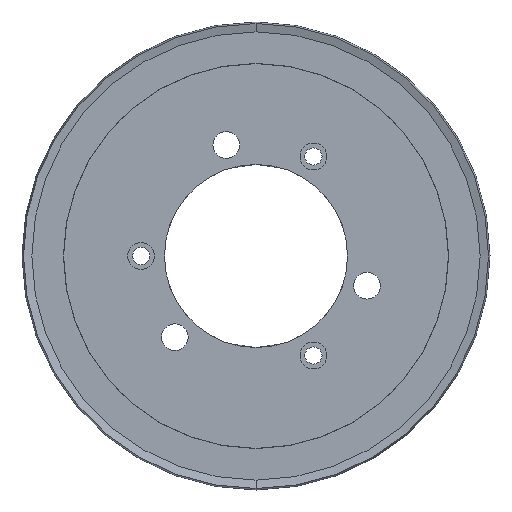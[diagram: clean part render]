
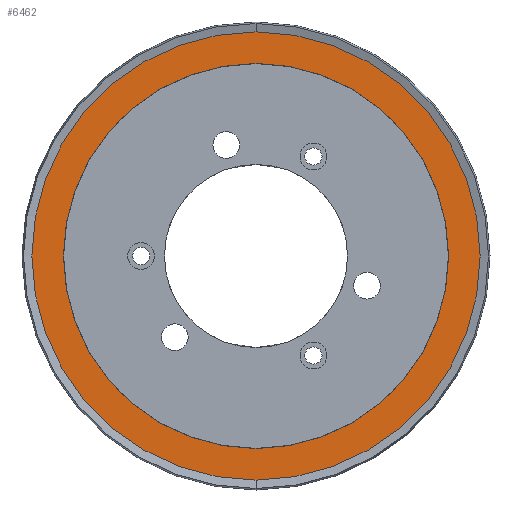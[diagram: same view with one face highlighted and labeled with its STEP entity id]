
A CAD part, left-side view. The second image highlights one B-rep face of the part: STEP entity #6462.
In plain terms, the highlighted planar face has unit normal (-1, 0, 0).
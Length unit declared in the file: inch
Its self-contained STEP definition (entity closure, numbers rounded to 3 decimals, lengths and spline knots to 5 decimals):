
#712 = DIRECTION ( 'NONE',  ( 0., 0., -1. ) ) ;
#891 = AXIS2_PLACEMENT_3D ( 'NONE', #14297, #10808, #7266 ) ;
#1152 = CARTESIAN_POINT ( 'NONE',  ( 1.42696, 2.36721, 4.20685 ) ) ;
#1254 = CARTESIAN_POINT ( 'NONE',  ( 1.42696, 2.36721, 1.58552 ) ) ;
#1263 = DIRECTION ( 'NONE',  ( -1., 0., 0. ) ) ;
#2513 = ORIENTED_EDGE ( 'NONE', *, *, #11105, .F. ) ;
#3272 = CIRCLE ( 'NONE', #891, 2.62133 ) ;
#3393 = VERTEX_POINT ( 'NONE', #13126 ) ;
#3552 = AXIS2_PLACEMENT_3D ( 'NONE', #5929, #6098, #11806 ) ;
#4501 = FACE_BOUND ( 'NONE', #4557, .T. ) ;
#4557 = EDGE_LOOP ( 'NONE', ( #9291, #14262 ) ) ;
#4718 = CARTESIAN_POINT ( 'NONE',  ( 1.42696, 0., 4.20685 ) ) ;
#5404 = CARTESIAN_POINT ( 'NONE',  ( 1.42696, 2.36721, 6.82818 ) ) ;
#5719 = EDGE_CURVE ( 'NONE', #7889, #3393, #12764, .T. ) ;
#5929 = CARTESIAN_POINT ( 'NONE',  ( 1.42696, 2.36721, 4.20685 ) ) ;
#6098 = DIRECTION ( 'NONE',  ( 1., 0., 0. ) ) ;
#6462 = ADVANCED_FACE ( 'NONE', ( #14394, #4501 ), #8397, .T. ) ;
#6536 = DIRECTION ( 'NONE',  ( 1., 0., 0. ) ) ;
#6790 = EDGE_CURVE ( 'NONE', #9676, #12029, #9413, .T. ) ;
#7266 = DIRECTION ( 'NONE',  ( 0., 0., -1. ) ) ;
#7559 = AXIS2_PLACEMENT_3D ( 'NONE', #12328, #6536, #712 ) ;
#7889 = VERTEX_POINT ( 'NONE', #13650 ) ;
#8397 = PLANE ( 'NONE',  #12737 ) ;
#8913 = CIRCLE ( 'NONE', #9197, 2.252 ) ;
#9197 = AXIS2_PLACEMENT_3D ( 'NONE', #1152, #9304, #11852 ) ;
#9291 = ORIENTED_EDGE ( 'NONE', *, *, #5719, .T. ) ;
#9304 = DIRECTION ( 'NONE',  ( 1., 0., 0. ) ) ;
#9413 = CIRCLE ( 'NONE', #7559, 2.62133 ) ;
#9676 = VERTEX_POINT ( 'NONE', #1254 ) ;
#10808 = DIRECTION ( 'NONE',  ( 1., 0., 0. ) ) ;
#11105 = EDGE_CURVE ( 'NONE', #12029, #9676, #3272, .T. ) ;
#11590 = EDGE_CURVE ( 'NONE', #3393, #7889, #8913, .T. ) ;
#11748 = EDGE_LOOP ( 'NONE', ( #13054, #2513 ) ) ;
#11759 = DIRECTION ( 'NONE',  ( 0., 0., -1. ) ) ;
#11806 = DIRECTION ( 'NONE',  ( 0., 0., -1. ) ) ;
#11852 = DIRECTION ( 'NONE',  ( 0., 0., -1. ) ) ;
#12029 = VERTEX_POINT ( 'NONE', #5404 ) ;
#12328 = CARTESIAN_POINT ( 'NONE',  ( 1.42696, 2.36721, 4.20685 ) ) ;
#12737 = AXIS2_PLACEMENT_3D ( 'NONE', #4718, #1263, #11759 ) ;
#12764 = CIRCLE ( 'NONE', #3552, 2.252 ) ;
#13054 = ORIENTED_EDGE ( 'NONE', *, *, #6790, .F. ) ;
#13126 = CARTESIAN_POINT ( 'NONE',  ( 1.42696, 2.36721, 6.45885 ) ) ;
#13650 = CARTESIAN_POINT ( 'NONE',  ( 1.42696, 2.36721, 1.95485 ) ) ;
#14262 = ORIENTED_EDGE ( 'NONE', *, *, #11590, .T. ) ;
#14297 = CARTESIAN_POINT ( 'NONE',  ( 1.42696, 2.36721, 4.20685 ) ) ;
#14394 = FACE_OUTER_BOUND ( 'NONE', #11748, .T. ) ;
